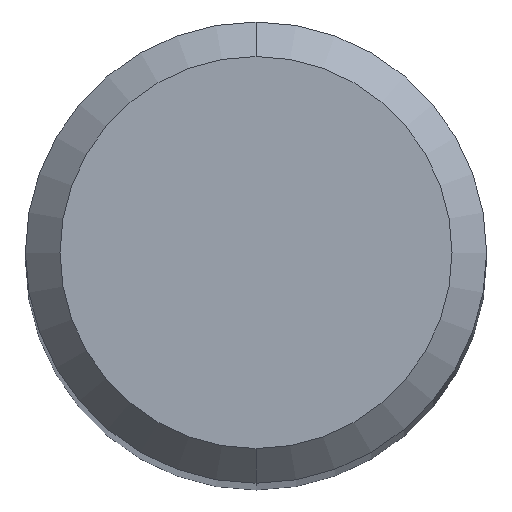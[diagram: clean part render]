
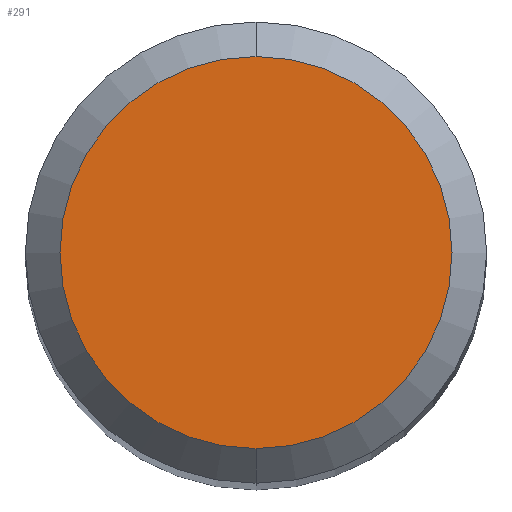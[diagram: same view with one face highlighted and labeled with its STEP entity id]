
A CAD part, top view. The second image highlights one B-rep face of the part: STEP entity #291.
In plain terms, the highlighted planar face has unit normal (0, 0, 1).
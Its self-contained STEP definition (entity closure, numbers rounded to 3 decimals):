
#205=VERTEX_POINT('',#520);
#261=EDGE_CURVE('',#331,#205,#585,.T.);
#271=EDGE_CURVE('',#205,#331,#595,.T.);
#291=ADVANCED_FACE('',(#618),#619,.T.);
#331=VERTEX_POINT('',#664);
#520=CARTESIAN_POINT('',(0.,-1.7,0.0));
#585=CIRCLE('',#1017,1.7);
#595=CIRCLE('',#1044,1.7);
#618=FACE_OUTER_BOUND('',#1074,.T.);
#619=PLANE('',#1075);
#664=CARTESIAN_POINT('',(0.0,1.7,0.0));
#1017=AXIS2_PLACEMENT_3D('',#1574,#1575,#1576);
#1044=AXIS2_PLACEMENT_3D('',#1580,#1581,#1582);
#1074=EDGE_LOOP('',(#1606,#1607));
#1075=AXIS2_PLACEMENT_3D('',#1608,#1609,#1610);
#1574=CARTESIAN_POINT('',(0.0,0.0,0.0));
#1575=DIRECTION('',(0.0,0.0,-1.0));
#1576=DIRECTION('',(0.0,1.0,0.0));
#1580=CARTESIAN_POINT('',(0.0,0.0,0.0));
#1581=DIRECTION('',(0.0,0.0,-1.0));
#1582=DIRECTION('',(0.0,1.0,0.0));
#1606=ORIENTED_EDGE('',*,*,#261,.F.);
#1607=ORIENTED_EDGE('',*,*,#271,.F.);
#1608=CARTESIAN_POINT('',(0.0,0.85,0.0));
#1609=DIRECTION('',(-0.0,0.0,1.0));
#1610=DIRECTION('',(0.0,-1.0,0.0));
